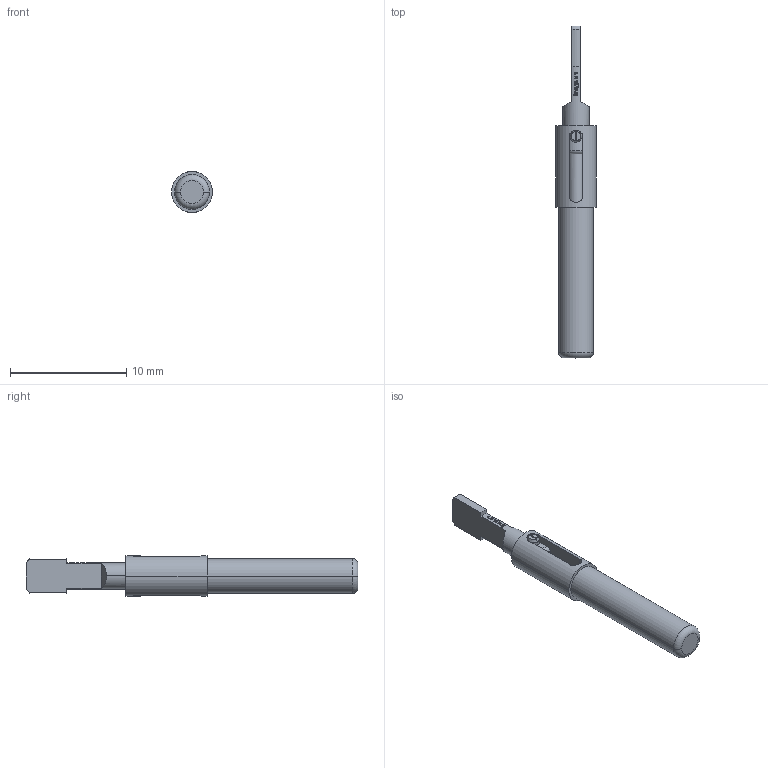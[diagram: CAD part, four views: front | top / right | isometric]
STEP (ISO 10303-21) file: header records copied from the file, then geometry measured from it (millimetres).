
FILE_DESCRIPTION (( 'STEP AP203' ), '1' );
FILE_NAME ('INGUN_GKS-098_329_300_R_xx07.STEP', '2021-10-04T10:30:23', ( 'ochi' ), ( '' ), 'SwSTEP 2.0', 'SolidWorks 2018', '' );
FILE_SCHEMA (( 'CONFIG_CONTROL_DESIGN' ));
Length unit declared in the file: millimetre
Products named in the file (1): INGUN_GKS-098_329_300_R_xx07
Bounding box: 3.5 x 28.6 x 3.5 mm (x, y, z)
Volume: 164.9 mm3; surface area: 313.1 mm2
Topology: 1 solids, 1 shells, 125 faces, 336 edges, 223 vertices
Faces by surface type: plane 64, cylinder 30, bspline 22, cone 5, torus 4
Entity records: 4286 total; most frequent: CARTESIAN_POINT 1313, ORIENTED_EDGE 672, DIRECTION 495, EDGE_CURVE 336, VERTEX_POINT 223, AXIS2_PLACEMENT_3D 181, EDGE_LOOP 135, VECTOR 133
